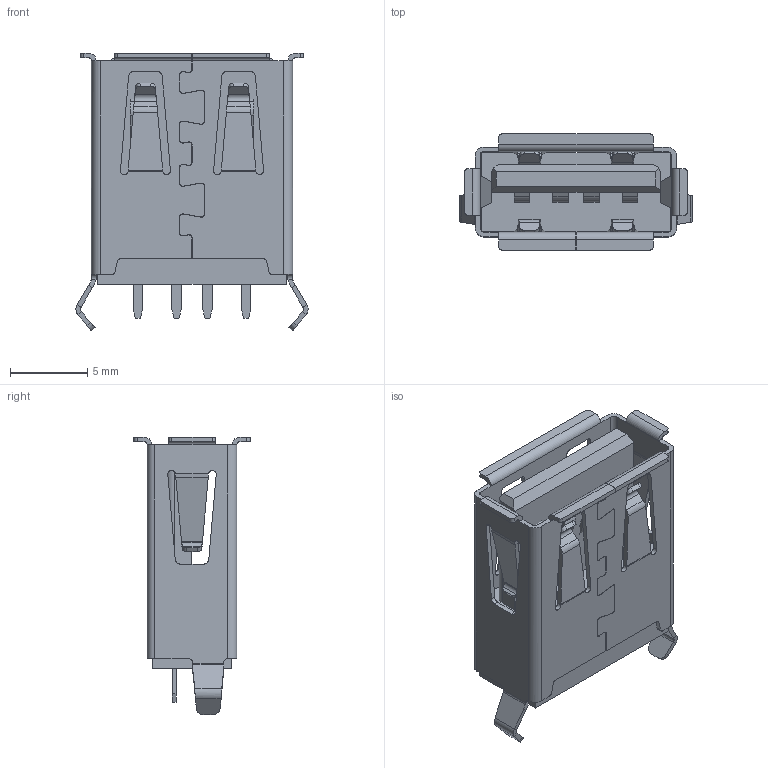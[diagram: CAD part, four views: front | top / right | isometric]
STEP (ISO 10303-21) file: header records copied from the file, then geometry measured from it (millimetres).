
FILE_DESCRIPTION (( 'STEP AP214' ), '1' );
FILE_NAME ('CUI_DEVICES_UJ2-AV-W4-TH.step', '2019-10-22T13:44:59', ( '' ), ( '' ), 'SwSTEP 2.0', 'SolidWorks 2019', '' );
FILE_SCHEMA (( 'AUTOMOTIVE_DESIGN' ));
Length unit declared in the file: inch
Products named in the file (1): CUI_DEVICES_UJ2-AV-W4-TH
Bounding box: 15 x 7.5 x 17.95 mm (x, y, z)
Volume: 695.6 mm3; surface area: 1687.5 mm2
Topology: 10 solids, 10 shells, 521 faces, 1328 edges, 828 vertices
Faces by surface type: plane 291, cylinder 188, bspline 42
Entity records: 16403 total; most frequent: CARTESIAN_POINT 3780, ORIENTED_EDGE 2656, DIRECTION 2486, EDGE_CURVE 1328, LINE 938, VECTOR 938, VERTEX_POINT 828, AXIS2_PLACEMENT_3D 774
